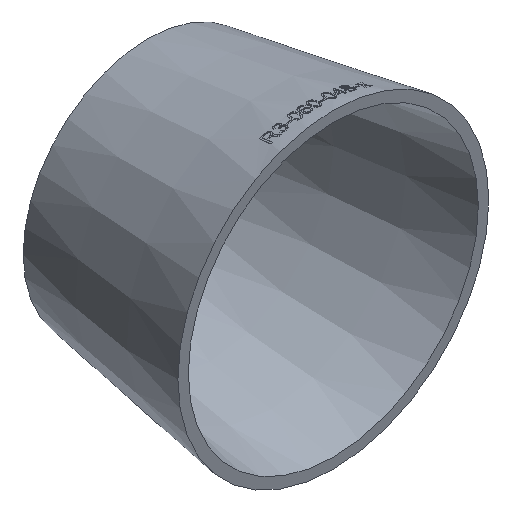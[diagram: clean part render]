
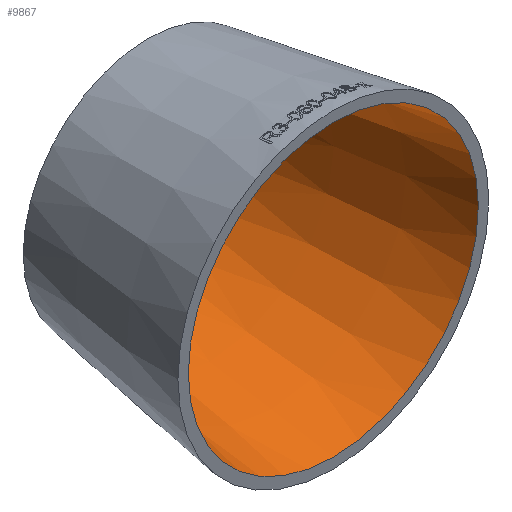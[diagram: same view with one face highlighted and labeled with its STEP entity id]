
A CAD part, isometric view. The second image highlights one B-rep face of the part: STEP entity #9867.
In plain terms, the highlighted conical face has half-angle 9.462 degrees and reference radius 28.122 mm.
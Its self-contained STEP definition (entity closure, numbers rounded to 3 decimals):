
#1197 = CIRCLE ( 'NONE', #3344, 28.122 ) ;
#1299 = FACE_BOUND ( 'NONE', #11303, .T. ) ;
#2092 = AXIS2_PLACEMENT_3D ( 'NONE', #5710, #15647, #2737 ) ;
#2678 = ORIENTED_EDGE ( 'NONE', *, *, #10641, .T. ) ;
#2699 = AXIS2_PLACEMENT_3D ( 'NONE', #6997, #3918, #12950 ) ;
#2737 = DIRECTION ( 'NONE',  ( 0., 0., -1. ) ) ;
#3344 = AXIS2_PLACEMENT_3D ( 'NONE', #5382, #17244, #18769 ) ;
#3918 = DIRECTION ( 'NONE',  ( 0., -1., 0. ) ) ;
#5382 = CARTESIAN_POINT ( 'NONE',  ( 0., 0., 0. ) ) ;
#5710 = CARTESIAN_POINT ( 'NONE',  ( 0., 0., 0. ) ) ;
#6427 = CARTESIAN_POINT ( 'NONE',  ( 0., 36., -22.122 ) ) ;
#6997 = CARTESIAN_POINT ( 'NONE',  ( 0., 36., 0. ) ) ;
#7983 = VERTEX_POINT ( 'NONE', #10996 ) ;
#9867 = ADVANCED_FACE ( 'NONE', ( #1299, #16025 ), #10408, .F. ) ;
#10120 = CIRCLE ( 'NONE', #2699, 22.122 ) ;
#10219 = ORIENTED_EDGE ( 'NONE', *, *, #17824, .F. ) ;
#10408 = CONICAL_SURFACE ( 'NONE', #2092, 28.122, 0.165 ) ;
#10641 = EDGE_CURVE ( 'NONE', #7983, #7983, #1197, .T. ) ;
#10996 = CARTESIAN_POINT ( 'NONE',  ( 0., 0., -28.122 ) ) ;
#11303 = EDGE_LOOP ( 'NONE', ( #10219 ) ) ;
#12950 = DIRECTION ( 'NONE',  ( 0., 0., -1. ) ) ;
#15647 = DIRECTION ( 'NONE',  ( 0., -1., 0. ) ) ;
#15889 = EDGE_LOOP ( 'NONE', ( #2678 ) ) ;
#16025 = FACE_OUTER_BOUND ( 'NONE', #15889, .T. ) ;
#16926 = VERTEX_POINT ( 'NONE', #6427 ) ;
#17244 = DIRECTION ( 'NONE',  ( 0., -1., 0. ) ) ;
#17824 = EDGE_CURVE ( 'NONE', #16926, #16926, #10120, .T. ) ;
#18769 = DIRECTION ( 'NONE',  ( 0., 0., -1. ) ) ;
